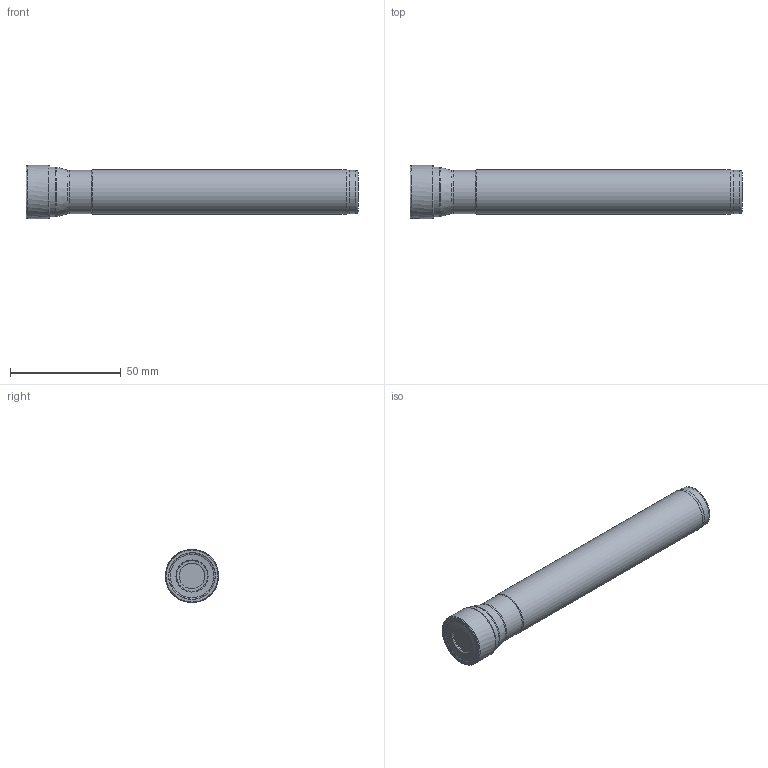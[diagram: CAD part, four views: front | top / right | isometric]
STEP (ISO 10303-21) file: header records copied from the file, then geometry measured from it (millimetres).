
FILE_DESCRIPTION(/* description */ (''),/* implementation_level */ '2;1');
FILE_NAME(/* name */ 'AEM90-AP10-D24-W20-L150-Z03.stp',/* time_stamp */ '2023-10-06T09:03:18+03:00',/* author */ (''),/* organization */ (''),/* preprocessor_version */ 'ST-DEVELOPER v19.4',/* originating_system */ 'SIEMENS PLM Software NX2306.3001',/* authorisation */ '');
FILE_SCHEMA (('AUTOMOTIVE_DESIGN { 1 0 10303 214 3 1 1 1 }'));
Length unit declared in the file: millimetre
Products named in the file (1): AEM90-AP10-D24-W20-L150-Z03
Bounding box: 149.99 x 24.03 x 24.03 mm (x, y, z)
Volume: 51398.1 mm3; surface area: 11949.7 mm2
Topology: 2 solids, 2 shells, 32 faces, 75 edges, 45 vertices
Faces by surface type: revolution 14, torus 6, cone 6, cylinder 4, plane 2
Full cylindrical faces by diameter (mm): 19.5 x2, 20 x1, 22.5 x1
Entity records: 982 total; most frequent: CARTESIAN_POINT 283, DIRECTION 114, EDGE_LOOP 62, ORIENTED_EDGE 62, FACE_BOUND 60, AXIS2_PLACEMENT_3D 50, ADVANCED_FACE 32, VERTEX_POINT 31
